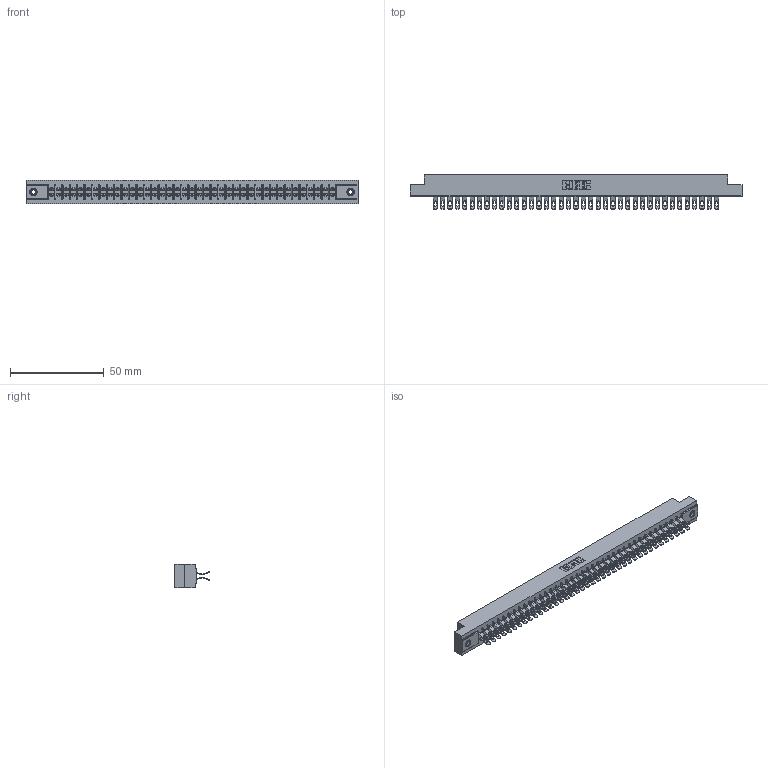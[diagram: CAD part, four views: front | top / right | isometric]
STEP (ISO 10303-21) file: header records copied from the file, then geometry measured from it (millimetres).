
FILE_DESCRIPTION (( 'STEP AP203' ), '1' );
FILE_NAME ('305-078-555-508.STEP', '2019-09-10T09:16:31', ( '' ), ( '' ), 'SwSTEP 2.0', 'SolidWorks 2016', '' );
FILE_SCHEMA (( 'CONFIG_CONTROL_DESIGN' ));
Length unit declared in the file: inch
Products named in the file (4): 345-250-001_345-250-003-102; 305-290-001_555; 305 Part_.156 Dia; 305-078-555-508
Assembly tree (81 placements, depth 2):
  305-078-555-508
    305 Part_.156 Dia
    305-290-001_555  x78
    345-250-001_345-250-003-102  x2
Bounding box: 177.55 x 18.41 x 12.7 mm (x, y, z)
Volume: 18189.1 mm3; surface area: 25424.8 mm2
Topology: 81 solids, 81 shells, 5324 faces, 15857 edges, 10354 vertices
Faces by surface type: plane 2596, cylinder 2556, sphere 156, cone 12, torus 4
Entity records: 44401 total; most frequent: CARTESIAN_POINT 7348, ORIENTED_EDGE 7278, DIRECTION 7115, EDGE_CURVE 3639, VECTOR 2917, LINE 2917, VERTEX_POINT 2316, AXIS2_PLACEMENT_3D 2099
